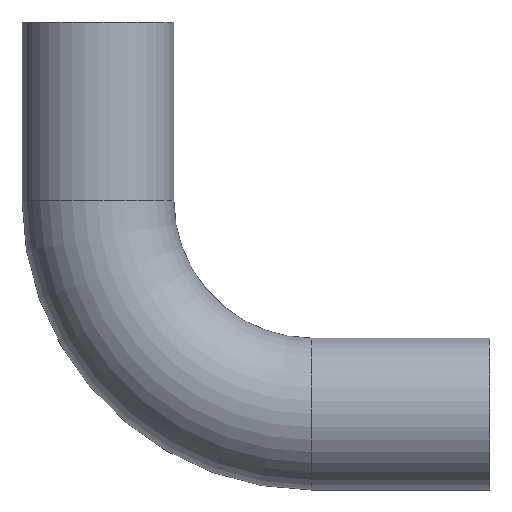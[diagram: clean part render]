
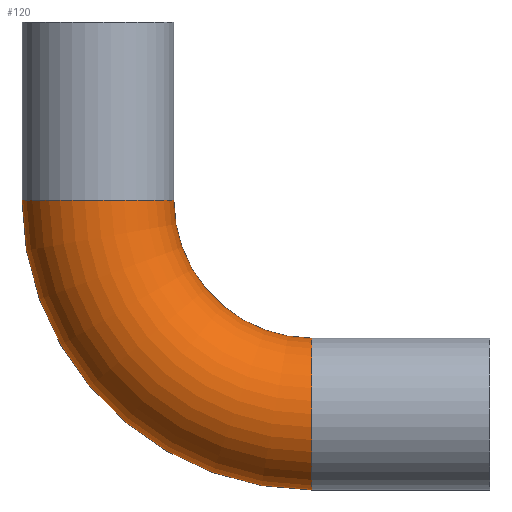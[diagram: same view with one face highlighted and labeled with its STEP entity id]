
A CAD part, front view. The second image highlights one B-rep face of the part: STEP entity #120.
In plain terms, the highlighted toroidal (fillet/blend) face has major radius 30 mm and minor radius 10.65 mm.
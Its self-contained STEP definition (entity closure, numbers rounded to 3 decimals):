
#3 = CIRCLE ( 'NONE', #236, 40.65 ) ;
#7 = DIRECTION ( 'NONE',  ( -1., 0., 0. ) ) ;
#19 = CIRCLE ( 'NONE', #74, 10.65 ) ;
#26 = TOROIDAL_SURFACE ( 'NONE', #64, 30., 10.65 ) ;
#64 = AXIS2_PLACEMENT_3D ( 'NONE', #440, #275, #308 ) ;
#74 = AXIS2_PLACEMENT_3D ( 'NONE', #323, #7, #217 ) ;
#78 = ORIENTED_EDGE ( 'NONE', *, *, #337, .F. ) ;
#87 = CARTESIAN_POINT ( 'NONE',  ( -30., 0., 0. ) ) ;
#89 = DIRECTION ( 'NONE',  ( 0., 0., 1. ) ) ;
#120 = ADVANCED_FACE ( 'NONE', ( #277 ), #26, .T. ) ;
#127 = DIRECTION ( 'NONE',  ( 1., 0., 0. ) ) ;
#156 = EDGE_CURVE ( 'NONE', #186, #318, #328, .T. ) ;
#171 = VERTEX_POINT ( 'NONE', #446 ) ;
#178 = CARTESIAN_POINT ( 'NONE',  ( -19.35, 0., 0. ) ) ;
#185 = CARTESIAN_POINT ( 'NONE',  ( 0., 0., 0. ) ) ;
#186 = VERTEX_POINT ( 'NONE', #408 ) ;
#194 = AXIS2_PLACEMENT_3D ( 'NONE', #87, #89, #127 ) ;
#214 = ORIENTED_EDGE ( 'NONE', *, *, #438, .T. ) ;
#217 = DIRECTION ( 'NONE',  ( 0., 0., 1. ) ) ;
#220 = AXIS2_PLACEMENT_3D ( 'NONE', #185, #289, #227 ) ;
#227 = DIRECTION ( 'NONE',  ( 0., 0., 1. ) ) ;
#228 = ORIENTED_EDGE ( 'NONE', *, *, #414, .T. ) ;
#236 = AXIS2_PLACEMENT_3D ( 'NONE', #283, #388, #312 ) ;
#254 = ORIENTED_EDGE ( 'NONE', *, *, #156, .F. ) ;
#264 = VERTEX_POINT ( 'NONE', #309 ) ;
#275 = DIRECTION ( 'NONE',  ( 0., 1., 0. ) ) ;
#277 = FACE_OUTER_BOUND ( 'NONE', #384, .T. ) ;
#283 = CARTESIAN_POINT ( 'NONE',  ( 0., 0., 0. ) ) ;
#289 = DIRECTION ( 'NONE',  ( 0., 1., 0. ) ) ;
#308 = DIRECTION ( 'NONE',  ( 0., 0., 1. ) ) ;
#309 = CARTESIAN_POINT ( 'NONE',  ( 0., 0., -19.35 ) ) ;
#312 = DIRECTION ( 'NONE',  ( 0., 0., 1. ) ) ;
#318 = VERTEX_POINT ( 'NONE', #178 ) ;
#323 = CARTESIAN_POINT ( 'NONE',  ( 0., 0., -30. ) ) ;
#328 = CIRCLE ( 'NONE', #194, 10.65 ) ;
#337 = EDGE_CURVE ( 'NONE', #171, #186, #3, .T. ) ;
#384 = EDGE_LOOP ( 'NONE', ( #78, #214, #228, #254 ) ) ;
#388 = DIRECTION ( 'NONE',  ( 0., 1., 0. ) ) ;
#401 = CIRCLE ( 'NONE', #220, 19.35 ) ;
#408 = CARTESIAN_POINT ( 'NONE',  ( -40.65, 0., 0. ) ) ;
#414 = EDGE_CURVE ( 'NONE', #264, #318, #401, .T. ) ;
#438 = EDGE_CURVE ( 'NONE', #171, #264, #19, .T. ) ;
#440 = CARTESIAN_POINT ( 'NONE',  ( 0., 0., 0. ) ) ;
#446 = CARTESIAN_POINT ( 'NONE',  ( 0., 0., -40.65 ) ) ;
